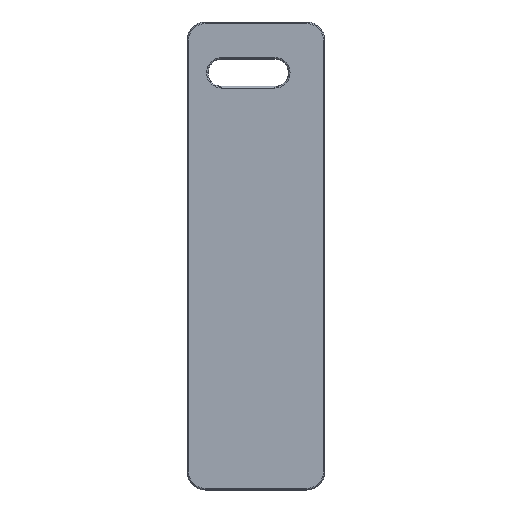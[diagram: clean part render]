
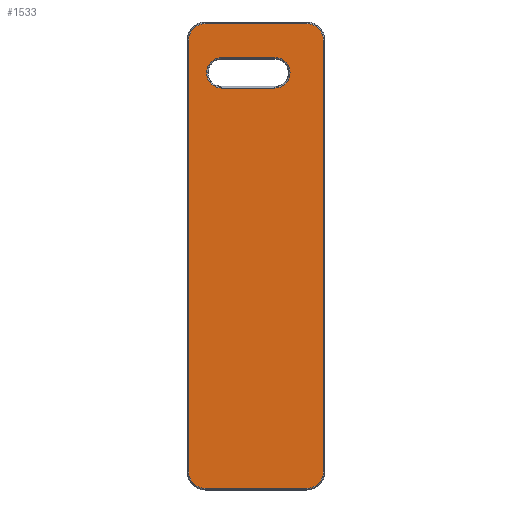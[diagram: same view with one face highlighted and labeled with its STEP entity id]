
A CAD part, top view. The second image highlights one B-rep face of the part: STEP entity #1533.
In plain terms, the highlighted planar face has unit normal (0, 0, 1).
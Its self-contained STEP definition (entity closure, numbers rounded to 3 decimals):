
#168=CARTESIAN_POINT('',(-191.,812.5,0.));
#169=DIRECTION('',(0.,0.,1.));
#170=DIRECTION('',(0.,1.,0.));
#171=AXIS2_PLACEMENT_3D('',#168,#169,#170);
#176=DIRECTION('',(-1.,0.,0.));
#177=VECTOR('',#176,382.);
#178=CARTESIAN_POINT('',(191.,875.025,0.));
#179=LINE('',#178,#177);
#183=CARTESIAN_POINT('',(191.,812.5,0.));
#184=DIRECTION('',(0.,0.,1.));
#185=DIRECTION('',(1.,0.,0.));
#186=AXIS2_PLACEMENT_3D('',#183,#184,#185);
#191=DIRECTION('',(0.,1.,0.));
#192=VECTOR('',#191,1625.);
#193=CARTESIAN_POINT('',(253.525,-812.5,0.));
#194=LINE('',#193,#192);
#198=CARTESIAN_POINT('',(191.,-812.5,0.));
#199=DIRECTION('',(0.,0.,1.));
#200=DIRECTION('',(0.,-1.,0.));
#201=AXIS2_PLACEMENT_3D('',#198,#199,#200);
#206=DIRECTION('',(1.,0.,0.));
#207=VECTOR('',#206,382.);
#208=CARTESIAN_POINT('',(-191.,-875.025,0.));
#209=LINE('',#208,#207);
#213=CARTESIAN_POINT('',(-191.,-812.5,0.));
#214=DIRECTION('',(0.,0.,1.));
#215=DIRECTION('',(-1.,0.,0.));
#216=AXIS2_PLACEMENT_3D('',#213,#214,#215);
#221=DIRECTION('',(0.,-1.,0.));
#222=VECTOR('',#221,1625.);
#223=CARTESIAN_POINT('',(-253.525,812.5,0.));
#224=LINE('',#223,#222);
#228=CARTESIAN_POINT('',(71.,690.,0.));
#229=DIRECTION('',(0.,0.,-1.));
#230=DIRECTION('',(0.,1.,0.));
#231=AXIS2_PLACEMENT_3D('',#228,#229,#230);
#236=DIRECTION('',(1.,0.,0.));
#237=VECTOR('',#236,200.);
#238=CARTESIAN_POINT('',(-129.,747.475,0.));
#239=LINE('',#238,#237);
#243=CARTESIAN_POINT('',(-129.,690.,0.));
#244=DIRECTION('',(0.,0.,-1.));
#245=DIRECTION('',(0.,-1.,0.));
#246=AXIS2_PLACEMENT_3D('',#243,#244,#245);
#251=DIRECTION('',(-1.,0.,0.));
#252=VECTOR('',#251,200.);
#253=CARTESIAN_POINT('',(71.,632.525,0.));
#254=LINE('',#253,#252);
#1332=CARTESIAN_POINT('',(-191.,875.025,0.));
#1333=CARTESIAN_POINT('',(-253.525,812.5,0.));
#1334=VERTEX_POINT('',#1332);
#1335=VERTEX_POINT('',#1333);
#1340=CARTESIAN_POINT('',(-253.525,-812.5,0.));
#1341=VERTEX_POINT('',#1340);
#1344=CARTESIAN_POINT('',(-191.,-875.025,0.));
#1345=VERTEX_POINT('',#1344);
#1348=CARTESIAN_POINT('',(191.,-875.025,0.));
#1349=VERTEX_POINT('',#1348);
#1352=CARTESIAN_POINT('',(253.525,-812.5,0.));
#1353=VERTEX_POINT('',#1352);
#1356=CARTESIAN_POINT('',(253.525,812.5,0.));
#1357=VERTEX_POINT('',#1356);
#1360=CARTESIAN_POINT('',(191.,875.025,0.));
#1361=VERTEX_POINT('',#1360);
#1364=CARTESIAN_POINT('',(71.,747.475,0.));
#1365=CARTESIAN_POINT('',(71.,632.525,0.));
#1366=VERTEX_POINT('',#1364);
#1367=VERTEX_POINT('',#1365);
#1372=CARTESIAN_POINT('',(-129.,632.525,0.));
#1373=VERTEX_POINT('',#1372);
#1376=CARTESIAN_POINT('',(-129.,747.475,0.));
#1377=VERTEX_POINT('',#1376);
#1500=CARTESIAN_POINT('',(0.,0.,0.));
#1501=DIRECTION('',(0.,0.,1.));
#1502=DIRECTION('',(1.,0.,0.));
#1503=AXIS2_PLACEMENT_3D('',#1500,#1501,#1502);
#1504=PLANE('',#1503);
#1506=ORIENTED_EDGE('',*,*,#1505,.F.);
#1508=ORIENTED_EDGE('',*,*,#1507,.F.);
#1510=ORIENTED_EDGE('',*,*,#1509,.F.);
#1512=ORIENTED_EDGE('',*,*,#1511,.F.);
#1514=ORIENTED_EDGE('',*,*,#1513,.F.);
#1516=ORIENTED_EDGE('',*,*,#1515,.F.);
#1518=ORIENTED_EDGE('',*,*,#1517,.F.);
#1520=ORIENTED_EDGE('',*,*,#1519,.F.);
#1521=EDGE_LOOP('',(#1506,#1508,#1510,#1512,#1514,#1516,#1518,#1520));
#1522=FACE_OUTER_BOUND('',#1521,.F.);
#1524=ORIENTED_EDGE('',*,*,#1523,.F.);
#1526=ORIENTED_EDGE('',*,*,#1525,.F.);
#1528=ORIENTED_EDGE('',*,*,#1527,.F.);
#1530=ORIENTED_EDGE('',*,*,#1529,.F.);
#1531=EDGE_LOOP('',(#1524,#1526,#1528,#1530));
#1532=FACE_BOUND('',#1531,.F.);
#172=CIRCLE('',#171,62.525);
#187=CIRCLE('',#186,62.525);
#202=CIRCLE('',#201,62.525);
#217=CIRCLE('',#216,62.525);
#232=CIRCLE('',#231,57.475);
#247=CIRCLE('',#246,57.475);
#1505=EDGE_CURVE('',#1334,#1335,#172,.T.);
#1507=EDGE_CURVE('',#1361,#1334,#179,.T.);
#1509=EDGE_CURVE('',#1357,#1361,#187,.T.);
#1511=EDGE_CURVE('',#1353,#1357,#194,.T.);
#1513=EDGE_CURVE('',#1349,#1353,#202,.T.);
#1515=EDGE_CURVE('',#1345,#1349,#209,.T.);
#1517=EDGE_CURVE('',#1341,#1345,#217,.T.);
#1519=EDGE_CURVE('',#1335,#1341,#224,.T.);
#1523=EDGE_CURVE('',#1366,#1367,#232,.T.);
#1525=EDGE_CURVE('',#1377,#1366,#239,.T.);
#1527=EDGE_CURVE('',#1373,#1377,#247,.T.);
#1529=EDGE_CURVE('',#1367,#1373,#254,.T.);
#1533=ADVANCED_FACE('',(#1522,#1532),#1504,.T.);
